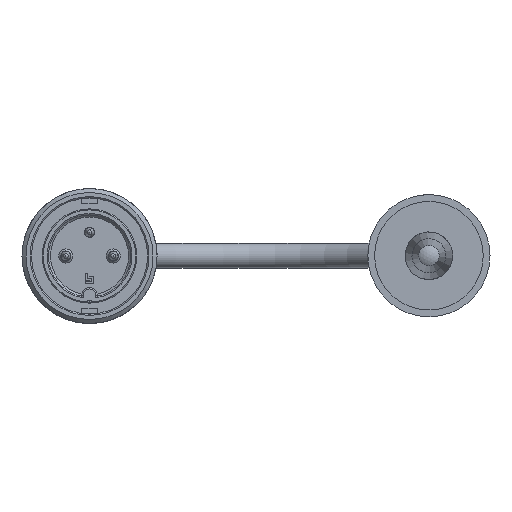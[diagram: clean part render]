
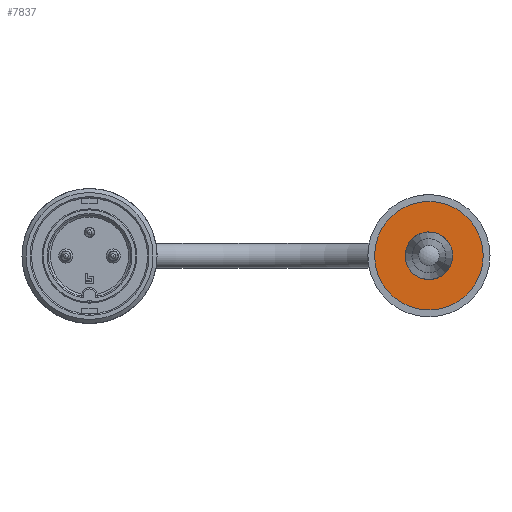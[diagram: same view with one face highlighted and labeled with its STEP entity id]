
A CAD part, left-side view. The second image highlights one B-rep face of the part: STEP entity #7837.
In plain terms, the highlighted planar face has unit normal (-1, 0, 0).
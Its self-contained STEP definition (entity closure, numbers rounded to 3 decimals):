
#65=PLANE('',#8312);
#422=FACE_BOUND('',#1339,.T.);
#506=CIRCLE('',#8311,3.5);
#507=CIRCLE('',#8313,8.);
#894=FACE_OUTER_BOUND('',#1338,.T.);
#1338=EDGE_LOOP('',(#5144));
#1339=EDGE_LOOP('',(#5145));
#3274=VERTEX_POINT('',#11515);
#3275=VERTEX_POINT('',#11518);
#4026=EDGE_CURVE('',#3274,#3274,#506,.T.);
#4027=EDGE_CURVE('',#3275,#3275,#507,.T.);
#5144=ORIENTED_EDGE('',*,*,#4027,.F.);
#5145=ORIENTED_EDGE('',*,*,#4026,.T.);
#7837=ADVANCED_FACE('',(#894,#422),#65,.T.);
#8311=AXIS2_PLACEMENT_3D('',#11516,#9148,#9149);
#8312=AXIS2_PLACEMENT_3D('',#11517,#9150,#9151);
#8313=AXIS2_PLACEMENT_3D('',#11519,#9152,#9153);
#9148=DIRECTION('center_axis',(1.,0.,0.));
#9149=DIRECTION('ref_axis',(0.,0.,
-1.));
#9150=DIRECTION('center_axis',(-1.,0.,0.));
#9151=DIRECTION('ref_axis',(0.,0.,1.));
#9152=DIRECTION('center_axis',(1.,0.,0.));
#9153=DIRECTION('ref_axis',(0.,0.,
-1.));
#11515=CARTESIAN_POINT('',(173.415,-253.704,-465.826));
#11516=CARTESIAN_POINT('Origin',(173.415,-257.204,-465.826));
#11517=CARTESIAN_POINT('Origin',(173.415,-249.204,-465.826));
#11518=CARTESIAN_POINT('',(173.415,-249.204,-465.826));
#11519=CARTESIAN_POINT('Origin',(173.415,-257.204,-465.826));
